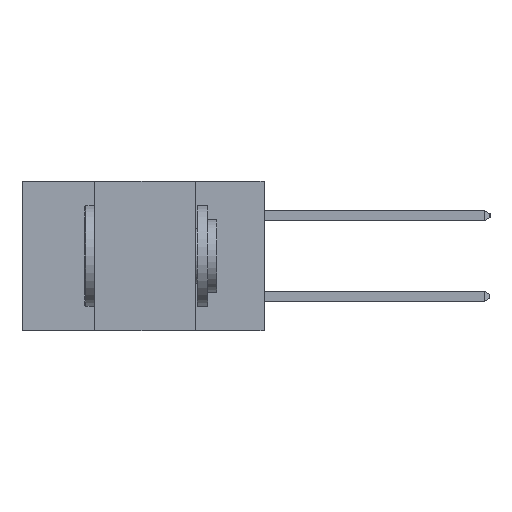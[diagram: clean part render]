
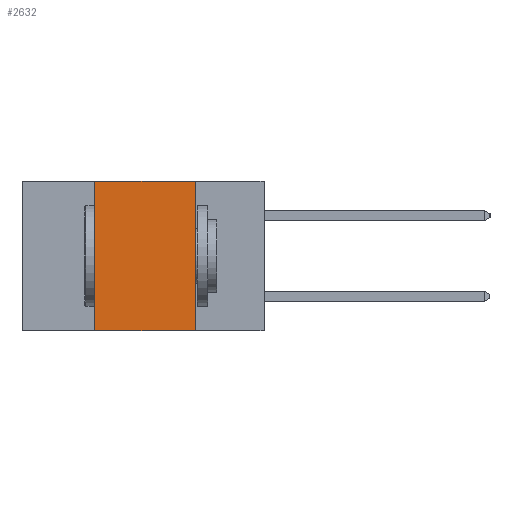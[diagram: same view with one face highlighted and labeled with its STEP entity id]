
A CAD part, left-side view. The second image highlights one B-rep face of the part: STEP entity #2632.
In plain terms, the highlighted planar face has unit normal (-1, 0, 0).
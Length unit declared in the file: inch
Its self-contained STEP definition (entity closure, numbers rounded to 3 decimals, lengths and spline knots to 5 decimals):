
#265 = EDGE_CURVE ( 'NONE', #7214, #1312, #4251, .T. ) ;
#427 = VECTOR ( 'NONE', #14089, 39.37008 ) ;
#671 = LINE ( 'NONE', #3344, #8338 ) ;
#890 = VECTOR ( 'NONE', #13546, 39.37008 ) ;
#951 = DIRECTION ( 'NONE',  ( 0., 0., -1. ) ) ;
#1312 = VERTEX_POINT ( 'NONE', #12972 ) ;
#1914 = DIRECTION ( 'NONE',  ( 0., 0., -1. ) ) ;
#2041 = DIRECTION ( 'NONE',  ( 0., -1., 0. ) ) ;
#2504 = ORIENTED_EDGE ( 'NONE', *, *, #8165, .F. ) ;
#2632 = ADVANCED_FACE ( 'NONE', ( #3992 ), #11886, .F. ) ;
#3344 = CARTESIAN_POINT ( 'NONE',  ( 0., 0.17, -0.37 ) ) ;
#3992 = FACE_OUTER_BOUND ( 'NONE', #13754, .T. ) ;
#4251 = LINE ( 'NONE', #11412, #13930 ) ;
#4899 = CARTESIAN_POINT ( 'NONE',  ( 0., 0.17, 0. ) ) ;
#5328 = EDGE_CURVE ( 'NONE', #10735, #1312, #671, .T. ) ;
#5723 = ORIENTED_EDGE ( 'NONE', *, *, #10681, .F. ) ;
#6104 = ORIENTED_EDGE ( 'NONE', *, *, #265, .T. ) ;
#7214 = VERTEX_POINT ( 'NONE', #9769 ) ;
#7489 = ORIENTED_EDGE ( 'NONE', *, *, #5328, .F. ) ;
#7494 = LINE ( 'NONE', #8768, #890 ) ;
#8101 = CARTESIAN_POINT ( 'NONE',  ( 0., 0.42, 0. ) ) ;
#8165 = EDGE_CURVE ( 'NONE', #12340, #10735, #7494, .T. ) ;
#8338 = VECTOR ( 'NONE', #1914, 39.37008 ) ;
#8768 = CARTESIAN_POINT ( 'NONE',  ( 0., 0.6, 0. ) ) ;
#9769 = CARTESIAN_POINT ( 'NONE',  ( 0., 0.42, -0.37 ) ) ;
#10681 = EDGE_CURVE ( 'NONE', #7214, #12340, #11815, .T. ) ;
#10735 = VERTEX_POINT ( 'NONE', #4899 ) ;
#11412 = CARTESIAN_POINT ( 'NONE',  ( 0., 0.6, -0.37 ) ) ;
#11815 = LINE ( 'NONE', #15264, #427 ) ;
#11886 = PLANE ( 'NONE',  #15411 ) ;
#12340 = VERTEX_POINT ( 'NONE', #8101 ) ;
#12904 = DIRECTION ( 'NONE',  ( 1., 0., 0. ) ) ;
#12972 = CARTESIAN_POINT ( 'NONE',  ( 0., 0.17, -0.37 ) ) ;
#13546 = DIRECTION ( 'NONE',  ( 0., -1., 0. ) ) ;
#13754 = EDGE_LOOP ( 'NONE', ( #7489, #2504, #5723, #6104 ) ) ;
#13930 = VECTOR ( 'NONE', #2041, 39.37008 ) ;
#14089 = DIRECTION ( 'NONE',  ( 0., 0., 1. ) ) ;
#15264 = CARTESIAN_POINT ( 'NONE',  ( 0., 0.42, -0.37 ) ) ;
#15411 = AXIS2_PLACEMENT_3D ( 'NONE', #15414, #12904, #951 ) ;
#15414 = CARTESIAN_POINT ( 'NONE',  ( 0., 0.6, 0. ) ) ;
